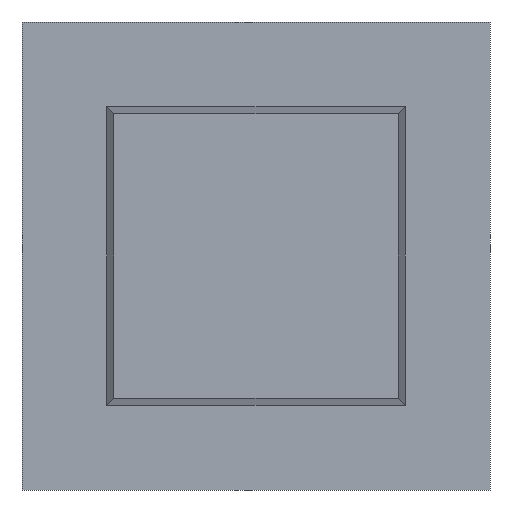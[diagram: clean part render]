
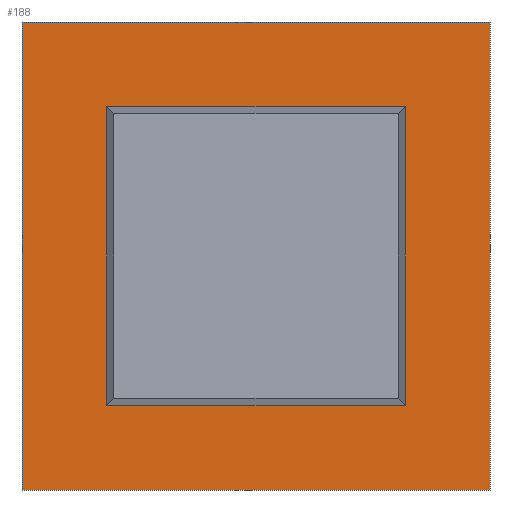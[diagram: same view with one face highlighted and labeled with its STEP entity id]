
A CAD part, left-side view. The second image highlights one B-rep face of the part: STEP entity #188.
In plain terms, the highlighted planar face has unit normal (-1, 0, 0).
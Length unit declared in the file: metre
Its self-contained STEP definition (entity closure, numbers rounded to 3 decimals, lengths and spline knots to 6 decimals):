
#32=ORIENTED_EDGE('',*,*,#72,.F.);
#33=ORIENTED_EDGE('',*,*,#73,.T.);
#34=ORIENTED_EDGE('',*,*,#74,.T.);
#35=ORIENTED_EDGE('',*,*,#75,.F.);
#36=ORIENTED_EDGE('',*,*,#60,.T.);
#37=ORIENTED_EDGE('',*,*,#70,.T.);
#38=ORIENTED_EDGE('',*,*,#67,.F.);
#39=ORIENTED_EDGE('',*,*,#64,.F.);
#60=EDGE_CURVE('',#84,#85,#100,.T.);
#64=EDGE_CURVE('',#84,#88,#104,.T.);
#67=EDGE_CURVE('',#88,#90,#107,.T.);
#70=EDGE_CURVE('',#85,#90,#110,.T.);
#72=EDGE_CURVE('',#92,#93,#112,.F.);
#73=EDGE_CURVE('',#92,#94,#113,.T.);
#74=EDGE_CURVE('',#94,#95,#114,.T.);
#75=EDGE_CURVE('',#93,#95,#115,.F.);
#84=VERTEX_POINT('',#269);
#85=VERTEX_POINT('',#270);
#88=VERTEX_POINT('',#278);
#90=VERTEX_POINT('',#284);
#92=VERTEX_POINT('',#294);
#93=VERTEX_POINT('',#295);
#94=VERTEX_POINT('',#297);
#95=VERTEX_POINT('',#299);
#100=LINE('',#268,#124);
#104=LINE('',#277,#128);
#107=LINE('',#283,#131);
#110=LINE('',#289,#134);
#112=LINE('',#293,#136);
#113=LINE('',#296,#137);
#114=LINE('',#298,#138);
#115=LINE('',#300,#139);
#124=VECTOR('',#222,1.);
#128=VECTOR('',#228,1.);
#131=VECTOR('',#233,1.);
#134=VECTOR('',#238,1.);
#136=VECTOR('',#244,1.);
#137=VECTOR('',#245,1.);
#138=VECTOR('',#246,1.);
#139=VECTOR('',#247,1.);
#153=EDGE_LOOP('',(#32,#33,#34,#35));
#154=EDGE_LOOP('',(#36,#37,#38,#39));
#165=FACE_BOUND('',#153,.T.);
#166=FACE_BOUND('',#154,.T.);
#177=PLANE('',#212);
#188=ADVANCED_FACE('',(#165,#166),#177,.F.);
#212=AXIS2_PLACEMENT_3D('',#292,#242,#243);
#222=DIRECTION('',(0.,-1.,0.));
#228=DIRECTION('',(0.,0.,1.));
#233=DIRECTION('',(0.,-1.,0.));
#238=DIRECTION('',(0.,0.,1.));
#242=DIRECTION('',(1.,0.,0.));
#243=DIRECTION('',(0.,1.,0.));
#244=DIRECTION('',(0.,-1.,0.));
#245=DIRECTION('',(0.,0.,-1.));
#246=DIRECTION('',(0.,1.,0.));
#247=DIRECTION('',(0.,0.,1.));
#268=CARTESIAN_POINT('',(0.02899,0.,-0.01556));
#269=CARTESIAN_POINT('',(0.02899,0.00828,-0.01556));
#270=CARTESIAN_POINT('',(0.02899,-0.00828,-0.01556));
#277=CARTESIAN_POINT('',(0.02899,0.00828,-0.00728));
#278=CARTESIAN_POINT('',(0.02899,0.00828,0.001));
#283=CARTESIAN_POINT('',(0.02899,0.,0.001));
#284=CARTESIAN_POINT('',(0.02899,-0.00828,0.001));
#289=CARTESIAN_POINT('',(0.02899,-0.00828,-0.00728));
#292=CARTESIAN_POINT('',(0.02899,0.,-0.00728));
#293=CARTESIAN_POINT('',(0.02899,0.,-0.002));
#294=CARTESIAN_POINT('',(0.02899,-0.00528,-0.002));
#295=CARTESIAN_POINT('',(0.02899,0.00528,-0.002));
#296=CARTESIAN_POINT('',(0.02899,-0.00528,-0.002));
#297=CARTESIAN_POINT('',(0.02899,-0.00528,-0.01256));
#298=CARTESIAN_POINT('',(0.02899,0.,-0.01256));
#299=CARTESIAN_POINT('',(0.02899,0.00528,-0.01256));
#300=CARTESIAN_POINT('',(0.02899,0.00528,-0.002));
